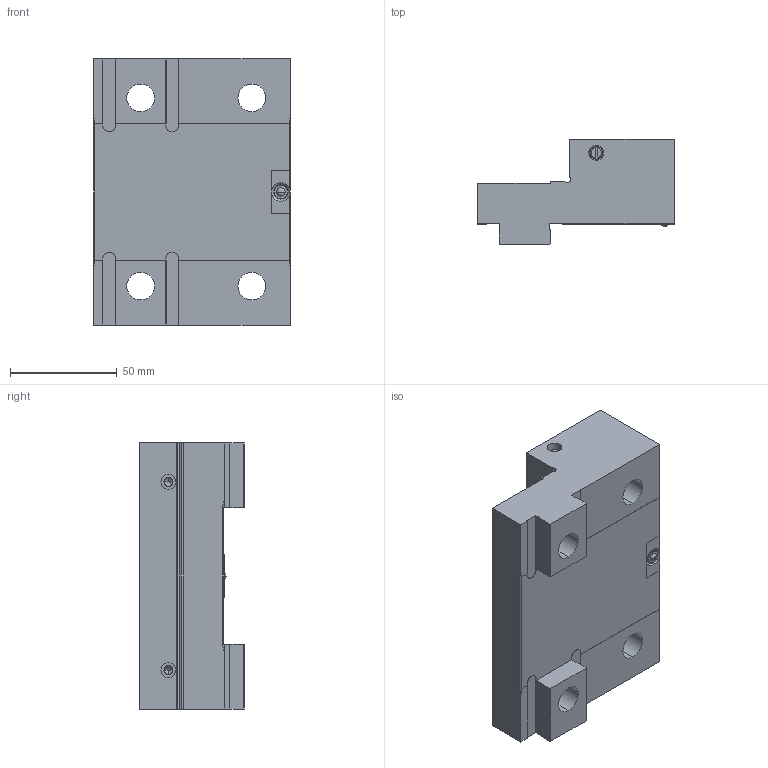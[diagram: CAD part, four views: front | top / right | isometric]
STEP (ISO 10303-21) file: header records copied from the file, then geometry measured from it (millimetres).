
FILE_DESCRIPTION (( 'STEP AP214' ), '1' );
FILE_NAME ('1702.400.stp', '2018-03-26T07:20:29', ( '' ), ( '' ), 'SwSTEP 2.0', 'SolidWorks 2016', '' );
FILE_SCHEMA (( 'AUTOMOTIVE_DESIGN' ));
Length unit declared in the file: millimetre
Products named in the file (1): 1702.400
Bounding box: 92 x 49 x 124.4 mm (x, y, z)
Volume: 324616.3 mm3; surface area: 53283 mm2
Topology: 6 solids, 6 shells, 260 faces, 668 edges, 423 vertices
Faces by surface type: plane 111, cylinder 86, cone 59, sphere 2, bspline 2
Entity records: 8591 total; most frequent: CARTESIAN_POINT 1957, DIRECTION 1356, ORIENTED_EDGE 1296, EDGE_CURVE 648, AXIS2_PLACEMENT_3D 504, VERTEX_POINT 421, VECTOR 348, LINE 348
